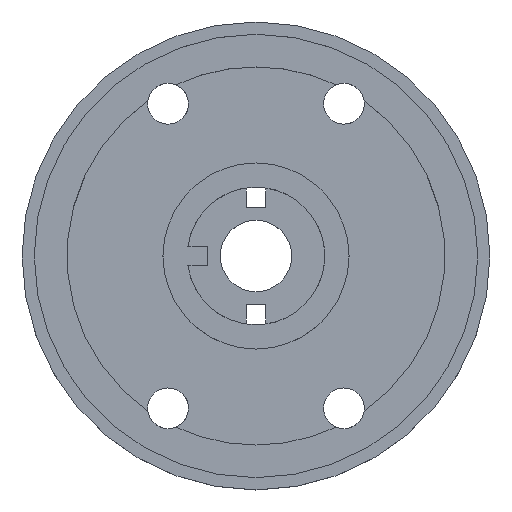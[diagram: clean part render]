
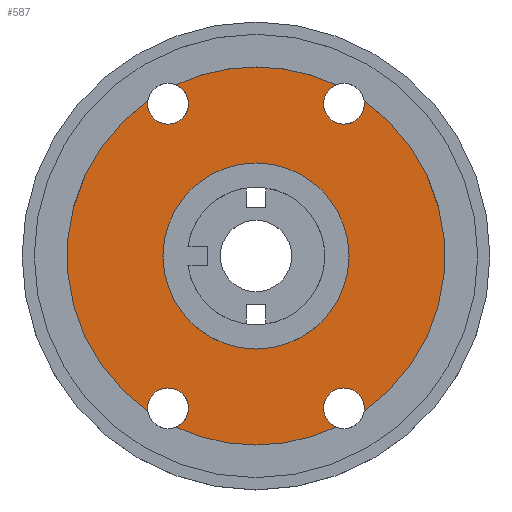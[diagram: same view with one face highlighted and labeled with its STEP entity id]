
A CAD part, top view. The second image highlights one B-rep face of the part: STEP entity #587.
In plain terms, the highlighted planar face has unit normal (0, 0, 1).
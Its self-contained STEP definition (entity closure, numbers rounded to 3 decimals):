
#19=FACE_BOUND('',#101,.T.);
#40=PLANE('',#667);
#68=FACE_OUTER_BOUND('',#100,.T.);
#100=EDGE_LOOP('',(#521,#522,#523,#524,#525,#526,#527,#528,#529,#530,#531,
#532));
#101=EDGE_LOOP('',(#533));
#203=CIRCLE('',#605,2.);
#205=CIRCLE('',#607,2.);
#207=CIRCLE('',#610,2.);
#209=CIRCLE('',#612,2.);
#211=CIRCLE('',#615,2.);
#213=CIRCLE('',#617,2.);
#215=CIRCLE('',#620,2.);
#217=CIRCLE('',#622,2.);
#223=CIRCLE('',#630,18.542);
#224=CIRCLE('',#632,18.542);
#225=CIRCLE('',#634,18.542);
#226=CIRCLE('',#636,18.542);
#236=CIRCLE('',#659,9.125);
#241=VERTEX_POINT('',#853);
#242=VERTEX_POINT('',#855);
#245=VERTEX_POINT('',#861);
#247=VERTEX_POINT('',#867);
#248=VERTEX_POINT('',#869);
#251=VERTEX_POINT('',#875);
#253=VERTEX_POINT('',#881);
#254=VERTEX_POINT('',#883);
#257=VERTEX_POINT('',#889);
#259=VERTEX_POINT('',#895);
#260=VERTEX_POINT('',#897);
#263=VERTEX_POINT('',#903);
#292=VERTEX_POINT('',#1001);
#298=EDGE_CURVE('',#242,#241,#203,.T.);
#302=EDGE_CURVE('',#241,#245,#205,.T.);
#305=EDGE_CURVE('',#248,#247,#207,.T.);
#309=EDGE_CURVE('',#247,#251,#209,.T.);
#312=EDGE_CURVE('',#254,#253,#211,.T.);
#316=EDGE_CURVE('',#253,#257,#213,.T.);
#319=EDGE_CURVE('',#260,#259,#215,.T.);
#323=EDGE_CURVE('',#259,#263,#217,.T.);
#329=EDGE_CURVE('',#257,#260,#223,.T.);
#330=EDGE_CURVE('',#263,#248,#224,.T.);
#331=EDGE_CURVE('',#251,#242,#225,.T.);
#332=EDGE_CURVE('',#245,#254,#226,.T.);
#374=EDGE_CURVE('',#292,#292,#236,.T.);
#521=ORIENTED_EDGE('',*,*,#298,.T.);
#522=ORIENTED_EDGE('',*,*,#302,.T.);
#523=ORIENTED_EDGE('',*,*,#332,.T.);
#524=ORIENTED_EDGE('',*,*,#312,.T.);
#525=ORIENTED_EDGE('',*,*,#316,.T.);
#526=ORIENTED_EDGE('',*,*,#329,.T.);
#527=ORIENTED_EDGE('',*,*,#319,.T.);
#528=ORIENTED_EDGE('',*,*,#323,.T.);
#529=ORIENTED_EDGE('',*,*,#330,.T.);
#530=ORIENTED_EDGE('',*,*,#305,.T.);
#531=ORIENTED_EDGE('',*,*,#309,.T.);
#532=ORIENTED_EDGE('',*,*,#331,.T.);
#533=ORIENTED_EDGE('',*,*,#374,.T.);
#587=ADVANCED_FACE('',(#68,#19),#40,.T.);
#605=AXIS2_PLACEMENT_3D('',#856,#676,#677);
#607=AXIS2_PLACEMENT_3D('',#863,#682,#683);
#610=AXIS2_PLACEMENT_3D('',#870,#689,#690);
#612=AXIS2_PLACEMENT_3D('',#877,#695,#696);
#615=AXIS2_PLACEMENT_3D('',#884,#702,#703);
#617=AXIS2_PLACEMENT_3D('',#891,#708,#709);
#620=AXIS2_PLACEMENT_3D('',#898,#715,#716);
#622=AXIS2_PLACEMENT_3D('',#905,#721,#722);
#630=AXIS2_PLACEMENT_3D('',#914,#737,#738);
#632=AXIS2_PLACEMENT_3D('',#916,#741,#742);
#634=AXIS2_PLACEMENT_3D('',#918,#745,#746);
#636=AXIS2_PLACEMENT_3D('',#920,#749,#750);
#659=AXIS2_PLACEMENT_3D('',#1003,#827,#828);
#667=AXIS2_PLACEMENT_3D('',#1016,#845,#846);
#676=DIRECTION('center_axis',(0.,0.,-1.));
#677=DIRECTION('ref_axis',(1.,0.,0.));
#682=DIRECTION('center_axis',(0.,0.,-1.));
#683=DIRECTION('ref_axis',(1.,0.,0.));
#689=DIRECTION('center_axis',(0.,0.,-1.));
#690=DIRECTION('ref_axis',(1.,0.,0.));
#695=DIRECTION('center_axis',(0.,0.,-1.));
#696=DIRECTION('ref_axis',(1.,0.,0.));
#702=DIRECTION('center_axis',(0.,0.,-1.));
#703=DIRECTION('ref_axis',(1.,0.,0.));
#708=DIRECTION('center_axis',(0.,0.,-1.));
#709=DIRECTION('ref_axis',(1.,0.,0.));
#715=DIRECTION('center_axis',(0.,0.,-1.));
#716=DIRECTION('ref_axis',(1.,0.,0.));
#721=DIRECTION('center_axis',(0.,0.,-1.));
#722=DIRECTION('ref_axis',(1.,0.,0.));
#737=DIRECTION('center_axis',(0.,0.,1.));
#738=DIRECTION('ref_axis',(-1.,0.,0.));
#741=DIRECTION('center_axis',(0.,0.,1.));
#742=DIRECTION('ref_axis',(-1.,0.,0.));
#745=DIRECTION('center_axis',(0.,0.,1.));
#746=DIRECTION('ref_axis',(-1.,0.,0.));
#749=DIRECTION('center_axis',(0.,0.,1.));
#750=DIRECTION('ref_axis',(-1.,0.,0.));
#827=DIRECTION('center_axis',(0.,0.,-1.));
#828=DIRECTION('ref_axis',(1.,0.,0.));
#845=DIRECTION('center_axis',(0.,0.,1.));
#846=DIRECTION('ref_axis',(1.,0.,0.));
#853=CARTESIAN_POINT('',(6.625,14.939,1.));
#855=CARTESIAN_POINT('',(10.607,15.209,1.));
#856=CARTESIAN_POINT('Origin',(8.625,14.939,1.));
#861=CARTESIAN_POINT('',(7.868,16.79,1.));
#863=CARTESIAN_POINT('Origin',(8.625,14.939,1.));
#867=CARTESIAN_POINT('',(6.625,-14.939,1.));
#869=CARTESIAN_POINT('',(7.868,-16.79,1.));
#870=CARTESIAN_POINT('Origin',(8.625,-14.939,1.));
#875=CARTESIAN_POINT('',(10.607,-15.209,1.));
#877=CARTESIAN_POINT('Origin',(8.625,-14.939,1.));
#881=CARTESIAN_POINT('',(-10.625,14.939,1.));
#883=CARTESIAN_POINT('',(-7.868,16.79,1.));
#884=CARTESIAN_POINT('Origin',(-8.625,14.939,1.));
#889=CARTESIAN_POINT('',(-10.607,15.209,1.));
#891=CARTESIAN_POINT('Origin',(-8.625,14.939,1.));
#895=CARTESIAN_POINT('',(-10.625,-14.939,1.));
#897=CARTESIAN_POINT('',(-10.607,-15.209,1.));
#898=CARTESIAN_POINT('Origin',(-8.625,-14.939,1.));
#903=CARTESIAN_POINT('',(-7.868,-16.79,1.));
#905=CARTESIAN_POINT('Origin',(-8.625,-14.939,1.));
#914=CARTESIAN_POINT('Origin',(0.,0.,1.));
#916=CARTESIAN_POINT('Origin',(0.,0.,1.));
#918=CARTESIAN_POINT('Origin',(0.,0.,1.));
#920=CARTESIAN_POINT('Origin',(0.,0.,1.));
#1001=CARTESIAN_POINT('',(-9.125,0.,1.));
#1003=CARTESIAN_POINT('Origin',(0.,0.,1.));
#1016=CARTESIAN_POINT('Origin',(0.,0.,1.));
